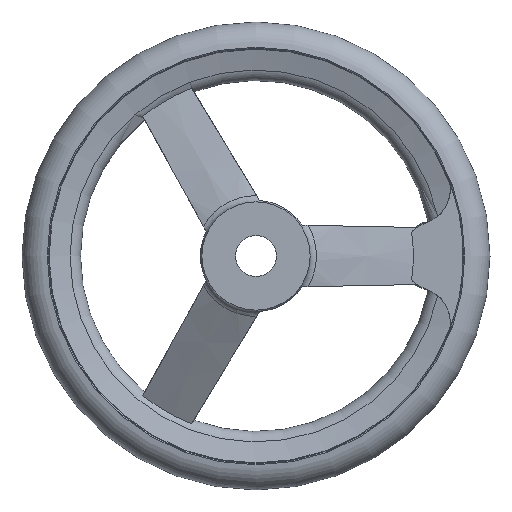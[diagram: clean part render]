
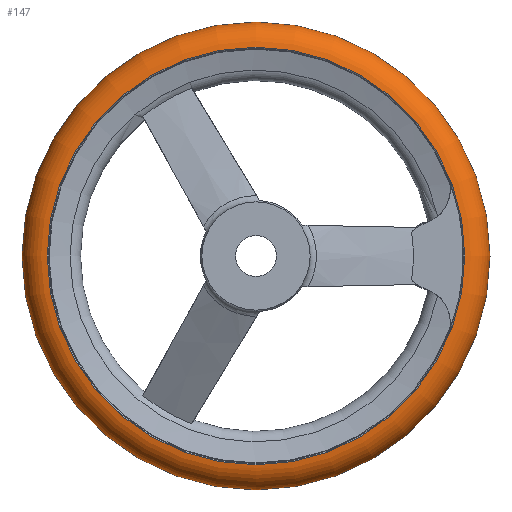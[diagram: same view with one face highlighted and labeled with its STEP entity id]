
A CAD part, front view. The second image highlights one B-rep face of the part: STEP entity #147.
In plain terms, the highlighted toroidal (fillet/blend) face has major radius 71 mm and minor radius 9 mm.
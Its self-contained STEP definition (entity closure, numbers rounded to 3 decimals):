
#147 = ADVANCED_FACE( '', ( #309, #310, #311 ), #312, .T. );
#309 = FACE_BOUND( '', #467, .T. );
#310 = FACE_OUTER_BOUND( '', #468, .T. );
#311 = FACE_OUTER_BOUND( '', #469, .T. );
#312 = TOROIDAL_SURFACE( '', #470, 71., 9. );
#467 = VERTEX_LOOP( '', #873 );
#468 = EDGE_LOOP( '', ( #874 ) );
#469 = EDGE_LOOP( '', ( #875 ) );
#470 = AXIS2_PLACEMENT_3D( '', #876, #877, #878 );
#873 = VERTEX_POINT( '', #1035 );
#874 = ORIENTED_EDGE( '', *, *, #1033, .T. );
#875 = ORIENTED_EDGE( '', *, *, #935, .F. );
#876 = CARTESIAN_POINT( '', ( 0., 31., 0. ) );
#877 = DIRECTION( '', ( 0., -1., 0. ) );
#878 = DIRECTION( '', ( 0., 0., -1. ) );
#935 = EDGE_CURVE( '', #1117, #1117, #1118, .T. );
#1033 = EDGE_CURVE( '', #1253, #1253, #1254, .T. );
#1035 = CARTESIAN_POINT( '', ( 0., 31., -80. ) );
#1117 = VERTEX_POINT( '', #1488 );
#1118 = CIRCLE( '', #1489, 71.375 );
#1253 = VERTEX_POINT( '', #1904 );
#1254 = CIRCLE( '', #1905, 71.375 );
#1488 = CARTESIAN_POINT( '', ( 0., 22.008, -71.375 ) );
#1489 = AXIS2_PLACEMENT_3D( '', #1974, #1975, #1976 );
#1904 = CARTESIAN_POINT( '', ( 0., 39.992, -71.375 ) );
#1905 = AXIS2_PLACEMENT_3D( '', #2060, #2061, #2062 );
#1974 = CARTESIAN_POINT( '', ( 0., 22.008, 0. ) );
#1975 = DIRECTION( '', ( 0., -1., 0. ) );
#1976 = DIRECTION( '', ( 0., 0., -1. ) );
#2060 = CARTESIAN_POINT( '', ( 0., 39.992, 0. ) );
#2061 = DIRECTION( '', ( 0., -1., 0. ) );
#2062 = DIRECTION( '', ( 0., 0., -1. ) );
